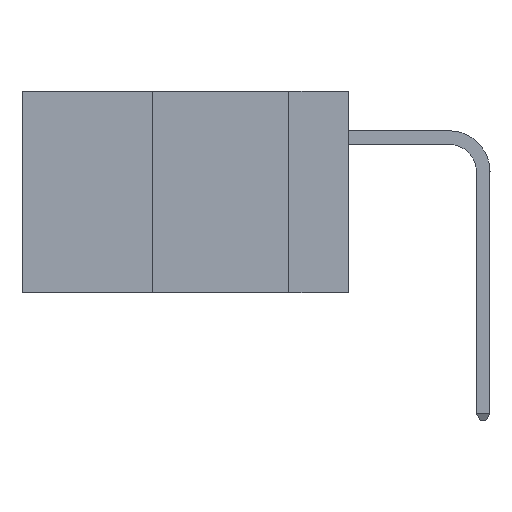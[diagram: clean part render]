
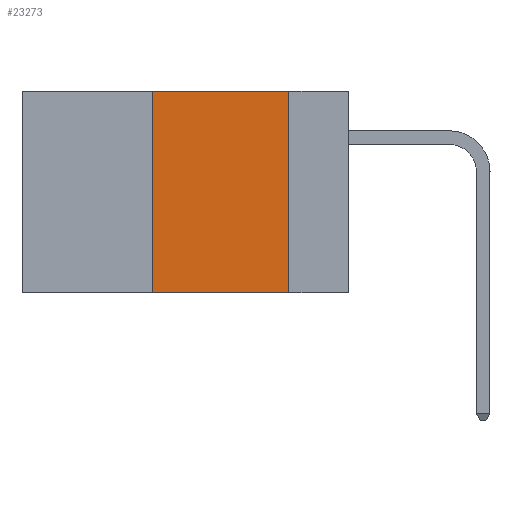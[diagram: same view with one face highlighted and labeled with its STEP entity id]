
A CAD part, left-side view. The second image highlights one B-rep face of the part: STEP entity #23273.
In plain terms, the highlighted planar face has unit normal (-1, 0, 0).
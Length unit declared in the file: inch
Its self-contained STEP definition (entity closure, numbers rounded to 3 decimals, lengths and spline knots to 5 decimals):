
#1086 = ORIENTED_EDGE ( 'NONE', *, *, #13217, .T. ) ;
#1347 = VERTEX_POINT ( 'NONE', #13393 ) ;
#1422 = DIRECTION ( 'NONE',  ( 1., 0., 0. ) ) ;
#2987 = ORIENTED_EDGE ( 'NONE', *, *, #17688, .F. ) ;
#3040 = CARTESIAN_POINT ( 'NONE',  ( 0., 0.36, -0.37 ) ) ;
#4169 = VECTOR ( 'NONE', #16713, 39.37008 ) ;
#4390 = VECTOR ( 'NONE', #24698, 39.37008 ) ;
#4495 = LINE ( 'NONE', #25215, #8611 ) ;
#5120 = CARTESIAN_POINT ( 'NONE',  ( 0., 0.11, -0.37 ) ) ;
#7267 = EDGE_CURVE ( 'NONE', #8605, #1347, #9554, .T. ) ;
#8605 = VERTEX_POINT ( 'NONE', #3040 ) ;
#8611 = VECTOR ( 'NONE', #19161, 39.37008 ) ;
#8973 = VERTEX_POINT ( 'NONE', #5120 ) ;
#9554 = LINE ( 'NONE', #18677, #4169 ) ;
#13054 = EDGE_LOOP ( 'NONE', ( #2987, #20770, #19829, #1086 ) ) ;
#13217 = EDGE_CURVE ( 'NONE', #8605, #8973, #15200, .T. ) ;
#13256 = AXIS2_PLACEMENT_3D ( 'NONE', #13567, #1422, #15651 ) ;
#13392 = DIRECTION ( 'NONE',  ( 0., 0., -1. ) ) ;
#13393 = CARTESIAN_POINT ( 'NONE',  ( 0., 0.36, 0. ) ) ;
#13567 = CARTESIAN_POINT ( 'NONE',  ( 0., 0.6, 0. ) ) ;
#15200 = LINE ( 'NONE', #16504, #4390 ) ;
#15462 = CARTESIAN_POINT ( 'NONE',  ( 0., 0.11, 0. ) ) ;
#15651 = DIRECTION ( 'NONE',  ( 0., 0., -1. ) ) ;
#16504 = CARTESIAN_POINT ( 'NONE',  ( 0., 0.6, -0.37 ) ) ;
#16713 = DIRECTION ( 'NONE',  ( 0., 0., 1. ) ) ;
#17010 = EDGE_CURVE ( 'NONE', #1347, #17561, #4495, .T. ) ;
#17561 = VERTEX_POINT ( 'NONE', #19223 ) ;
#17688 = EDGE_CURVE ( 'NONE', #17561, #8973, #25067, .T. ) ;
#18677 = CARTESIAN_POINT ( 'NONE',  ( 0., 0.36, 0. ) ) ;
#19161 = DIRECTION ( 'NONE',  ( 0., -1., 0. ) ) ;
#19223 = CARTESIAN_POINT ( 'NONE',  ( 0., 0.11, 0. ) ) ;
#19641 = PLANE ( 'NONE',  #13256 ) ;
#19829 = ORIENTED_EDGE ( 'NONE', *, *, #7267, .F. ) ;
#20770 = ORIENTED_EDGE ( 'NONE', *, *, #17010, .F. ) ;
#23273 = ADVANCED_FACE ( 'NONE', ( #25457 ), #19641, .F. ) ;
#24440 = VECTOR ( 'NONE', #13392, 39.37008 ) ;
#24698 = DIRECTION ( 'NONE',  ( 0., -1., 0. ) ) ;
#25067 = LINE ( 'NONE', #15462, #24440 ) ;
#25215 = CARTESIAN_POINT ( 'NONE',  ( 0., 0.6, 0. ) ) ;
#25457 = FACE_OUTER_BOUND ( 'NONE', #13054, .T. ) ;
